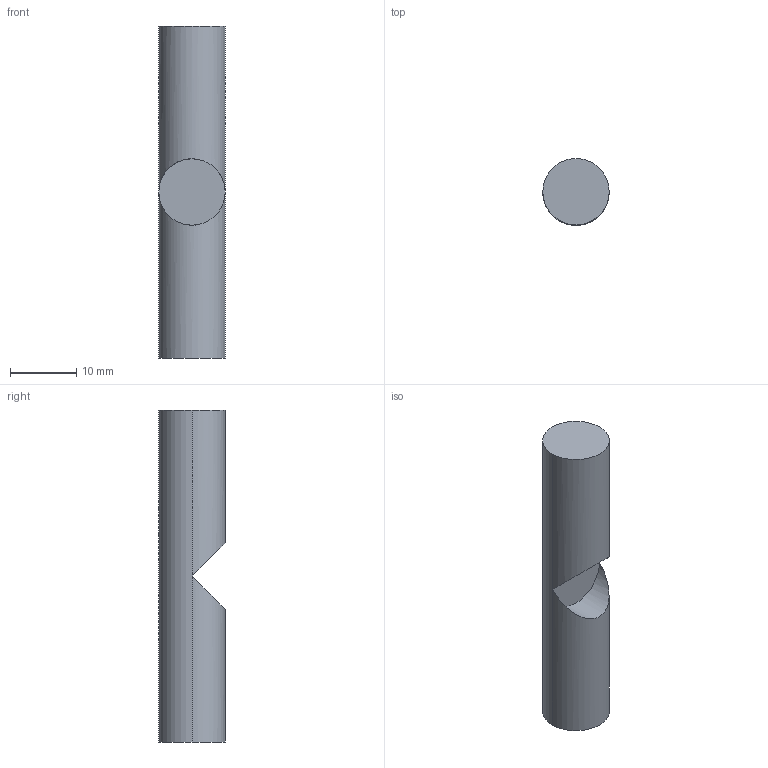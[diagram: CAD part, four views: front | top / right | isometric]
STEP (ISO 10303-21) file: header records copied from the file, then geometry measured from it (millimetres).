
FILE_DESCRIPTION (( 'STEP AP214' ), '1' );
FILE_NAME ('WheelLink.STEP', '2020-04-08T05:31:55', ( '' ), ( '' ), 'SwSTEP 2.0', 'SolidWorks 2015', '' );
FILE_SCHEMA (( 'AUTOMOTIVE_DESIGN' ));
Length unit declared in the file: millimetre
Products named in the file (1): WheelLink
Bounding box: 10 x 10 x 50 mm (x, y, z)
Volume: 3593.7 mm3; surface area: 1806.4 mm2
Topology: 1 solids, 1 shells, 9 faces, 15 edges, 8 vertices
Faces by surface type: cylinder 6, plane 3
Entity records: 242 total; most frequent: CARTESIAN_POINT 42, DIRECTION 39, ORIENTED_EDGE 30, AXIS2_PLACEMENT_3D 17, EDGE_CURVE 15, ADVANCED_FACE 9, EDGE_LOOP 9, FACE_OUTER_BOUND 9
